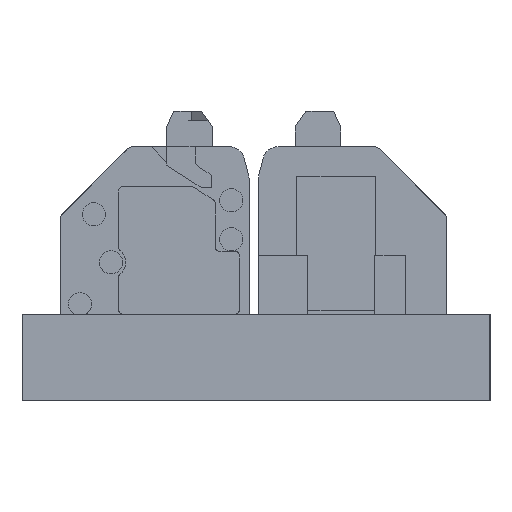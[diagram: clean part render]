
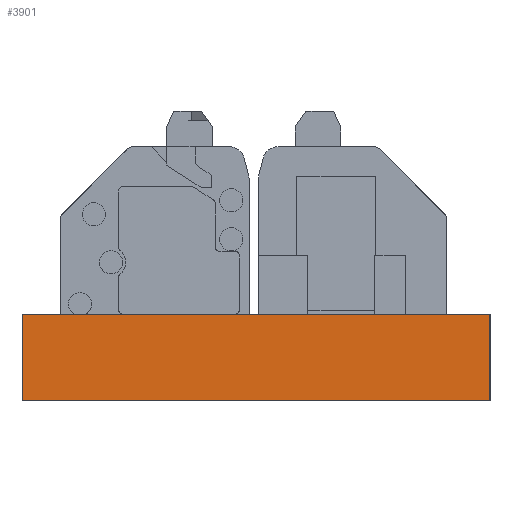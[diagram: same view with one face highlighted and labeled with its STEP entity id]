
A CAD part, left-side view. The second image highlights one B-rep face of the part: STEP entity #3901.
In plain terms, the highlighted planar face has unit normal (-1, 0, 0).
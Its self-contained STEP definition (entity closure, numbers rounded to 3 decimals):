
#2066=FACE_OUTER_BOUND('',#8223,.T.);
#3901=ADVANCED_FACE('',(#2066),#5745,.F.);
#5745=PLANE('',#37631);
#8223=EDGE_LOOP('',(#10739,#10740,#10741,#10742));
#10739=ORIENTED_EDGE('',*,*,#24273,.F.);
#10740=ORIENTED_EDGE('',*,*,#24274,.F.);
#10741=ORIENTED_EDGE('',*,*,#24275,.T.);
#10742=ORIENTED_EDGE('',*,*,#24271,.T.);
#20683=VERTEX_POINT('',#51642);
#20684=VERTEX_POINT('',#51644);
#20685=VERTEX_POINT('',#51648);
#20686=VERTEX_POINT('',#51650);
#24271=EDGE_CURVE('',#20684,#20683,#29431,.T.);
#24273=EDGE_CURVE('',#20685,#20683,#29433,.T.);
#24274=EDGE_CURVE('',#20686,#20685,#29434,.T.);
#24275=EDGE_CURVE('',#20686,#20684,#29435,.T.);
#29431=LINE('',#51643,#33618);
#29433=LINE('',#51647,#33620);
#29434=LINE('',#51649,#33621);
#29435=LINE('',#51651,#33622);
#33618=VECTOR('',#40981,1.);
#33620=VECTOR('',#40985,1.);
#33621=VECTOR('',#40986,1.);
#33622=VECTOR('',#40987,1.);
#37631=AXIS2_PLACEMENT_3D('',#51652,#40988,#40989);
#40981=DIRECTION('',(0.,-1.,0.));
#40985=DIRECTION('',(0.,0.,-1.));
#40986=DIRECTION('',(0.,-1.,0.));
#40987=DIRECTION('',(0.,0.,-1.));
#40988=DIRECTION('',(1.,0.,0.));
#40989=DIRECTION('',(0.,0.,-1.));
#51642=CARTESIAN_POINT('',(319.9,-287.416,-1.1));
#51643=CARTESIAN_POINT('',(319.9,-257.316,-1.1));
#51644=CARTESIAN_POINT('',(319.9,-257.216,-1.1));
#51647=CARTESIAN_POINT('',(319.9,-287.416,4.));
#51648=CARTESIAN_POINT('',(319.9,-287.416,4.5));
#51649=CARTESIAN_POINT('',(319.9,-257.316,4.5));
#51650=CARTESIAN_POINT('',(319.9,-257.216,4.5));
#51651=CARTESIAN_POINT('',(319.9,-257.216,4.));
#51652=CARTESIAN_POINT('',(319.9,-257.316,4.));
